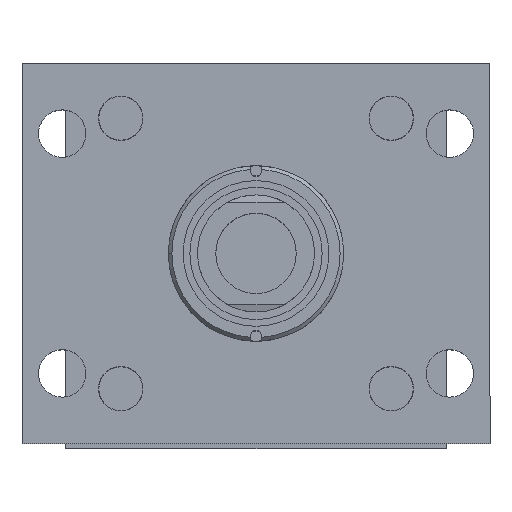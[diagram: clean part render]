
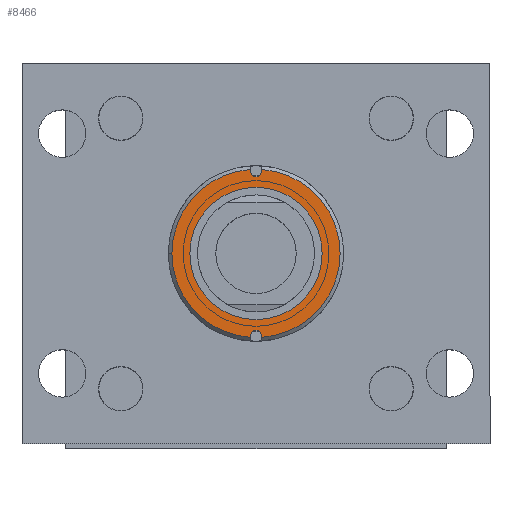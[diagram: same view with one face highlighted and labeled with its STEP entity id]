
A CAD part, top view. The second image highlights one B-rep face of the part: STEP entity #8466.
In plain terms, the highlighted planar face has unit normal (0, 0, 1).
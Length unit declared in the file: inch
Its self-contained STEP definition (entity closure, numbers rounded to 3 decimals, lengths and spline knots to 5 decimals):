
#447 = CARTESIAN_POINT ( 'NONE',  ( 19.2471, 42.4197, -2.93519 ) ) ;
#534 = DIRECTION ( 'NONE',  ( -1., 0., 0. ) ) ;
#541 = EDGE_CURVE ( 'NONE', #9173, #4516, #1659, .T. ) ;
#728 = EDGE_LOOP ( 'NONE', ( #1867, #5683, #10364, #9711, #6809, #3358, #4650, #1640, #5789 ) ) ;
#886 = DIRECTION ( 'NONE',  ( 0., -1., 0. ) ) ;
#941 = EDGE_CURVE ( 'NONE', #10078, #9339, #2157, .T. ) ;
#1117 = AXIS2_PLACEMENT_3D ( 'NONE', #7594, #8386, #4423 ) ;
#1280 = VECTOR ( 'NONE', #1555, 39.37008 ) ;
#1329 = CARTESIAN_POINT ( 'NONE',  ( 19.2471, 42.4197, -2.93519 ) ) ;
#1356 = LINE ( 'NONE', #8123, #2002 ) ;
#1376 = CARTESIAN_POINT ( 'NONE',  ( 19.1531, 41.0137, -2.93519 ) ) ;
#1446 = EDGE_CURVE ( 'NONE', #2366, #5527, #7182, .T. ) ;
#1458 = ORIENTED_EDGE ( 'NONE', *, *, #941, .T. ) ;
#1555 = DIRECTION ( 'NONE',  ( 0., 1., 0. ) ) ;
#1640 = ORIENTED_EDGE ( 'NONE', *, *, #9424, .F. ) ;
#1659 = LINE ( 'NONE', #10373, #1280 ) ;
#1714 = EDGE_LOOP ( 'NONE', ( #6392, #1458 ) ) ;
#1779 = AXIS2_PLACEMENT_3D ( 'NONE', #2735, #9947, #5110 ) ;
#1867 = ORIENTED_EDGE ( 'NONE', *, *, #5503, .F. ) ;
#1877 = CIRCLE ( 'NONE', #4295, 1.438 ) ;
#2002 = VECTOR ( 'NONE', #886, 39.37008 ) ;
#2113 = CARTESIAN_POINT ( 'NONE',  ( 19.2471, 42.4197, -2.93519 ) ) ;
#2157 = CIRCLE ( 'NONE', #6058, 1.13104 ) ;
#2240 = DIRECTION ( 'NONE',  ( 0., -1., 0. ) ) ;
#2366 = VERTEX_POINT ( 'NONE', #8702 ) ;
#2448 = CARTESIAN_POINT ( 'NONE',  ( 19.1531, 43.85462, -2.93519 ) ) ;
#2553 = CARTESIAN_POINT ( 'NONE',  ( 19.1531, 43.8257, -2.93519 ) ) ;
#2735 = CARTESIAN_POINT ( 'NONE',  ( 19.2471, 43.55073, -2.93519 ) ) ;
#2861 = CARTESIAN_POINT ( 'NONE',  ( 19.2471, 42.4197, -2.93519 ) ) ;
#2981 = DIRECTION ( 'NONE',  ( -1., 0., 0. ) ) ;
#3000 = AXIS2_PLACEMENT_3D ( 'NONE', #447, #9154, #5951 ) ;
#3019 = FACE_BOUND ( 'NONE', #1714, .T. ) ;
#3059 = CARTESIAN_POINT ( 'NONE',  ( 19.2471, 42.4197, -2.93519 ) ) ;
#3199 = DIRECTION ( 'NONE',  ( 0., 1., 0. ) ) ;
#3217 = DIRECTION ( 'NONE',  ( 1., 0., 0. ) ) ;
#3358 = ORIENTED_EDGE ( 'NONE', *, *, #4547, .T. ) ;
#3599 = EDGE_CURVE ( 'NONE', #6763, #3749, #10064, .T. ) ;
#3672 = EDGE_CURVE ( 'NONE', #8841, #7971, #1356, .T. ) ;
#3685 = CARTESIAN_POINT ( 'NONE',  ( 18.11607, 42.4197, -2.93519 ) ) ;
#3739 = VECTOR ( 'NONE', #3199, 39.37008 ) ;
#3749 = VERTEX_POINT ( 'NONE', #8095 ) ;
#4044 = CARTESIAN_POINT ( 'NONE',  ( 20.37814, 42.4197, -2.93519 ) ) ;
#4295 = AXIS2_PLACEMENT_3D ( 'NONE', #2861, #10125, #7118 ) ;
#4423 = DIRECTION ( 'NONE',  ( 1., 0., 0. ) ) ;
#4430 = AXIS2_PLACEMENT_3D ( 'NONE', #3059, #8692, #4717 ) ;
#4516 = VERTEX_POINT ( 'NONE', #10310 ) ;
#4547 = EDGE_CURVE ( 'NONE', #6253, #5527, #8445, .T. ) ;
#4650 = ORIENTED_EDGE ( 'NONE', *, *, #1446, .F. ) ;
#4717 = DIRECTION ( 'NONE',  ( -1., 0., 0. ) ) ;
#4813 = CARTESIAN_POINT ( 'NONE',  ( 19.3411, 41.0137, -2.93519 ) ) ;
#5110 = DIRECTION ( 'NONE',  ( 1., 0., 0. ) ) ;
#5324 = AXIS2_PLACEMENT_3D ( 'NONE', #8716, #5640, #3217 ) ;
#5503 = EDGE_CURVE ( 'NONE', #6763, #8841, #7480, .T. ) ;
#5527 = VERTEX_POINT ( 'NONE', #2448 ) ;
#5640 = DIRECTION ( 'NONE',  ( 0., 0., 1. ) ) ;
#5645 = VECTOR ( 'NONE', #2240, 39.37008 ) ;
#5683 = ORIENTED_EDGE ( 'NONE', *, *, #3599, .T. ) ;
#5789 = ORIENTED_EDGE ( 'NONE', *, *, #3672, .F. ) ;
#5951 = DIRECTION ( 'NONE',  ( -1., 0., 0. ) ) ;
#6058 = AXIS2_PLACEMENT_3D ( 'NONE', #2113, #7818, #534 ) ;
#6137 = AXIS2_PLACEMENT_3D ( 'NONE', #1329, #7039, #2981 ) ;
#6145 = CARTESIAN_POINT ( 'NONE',  ( 19.1531, 43.55073, -2.93519 ) ) ;
#6253 = VERTEX_POINT ( 'NONE', #2553 ) ;
#6308 = CIRCLE ( 'NONE', #1117, 0.094 ) ;
#6392 = ORIENTED_EDGE ( 'NONE', *, *, #6513, .T. ) ;
#6513 = EDGE_CURVE ( 'NONE', #9339, #10078, #7966, .T. ) ;
#6635 = CIRCLE ( 'NONE', #4430, 1.438 ) ;
#6763 = VERTEX_POINT ( 'NONE', #4813 ) ;
#6809 = ORIENTED_EDGE ( 'NONE', *, *, #8124, .F. ) ;
#7039 = DIRECTION ( 'NONE',  ( 0., 0., -1. ) ) ;
#7118 = DIRECTION ( 'NONE',  ( -1., 0., 0. ) ) ;
#7166 = FACE_OUTER_BOUND ( 'NONE', #728, .T. ) ;
#7182 = CIRCLE ( 'NONE', #3000, 1.438 ) ;
#7480 = CIRCLE ( 'NONE', #5324, 0.094 ) ;
#7594 = CARTESIAN_POINT ( 'NONE',  ( 19.2471, 43.8257, -2.93519 ) ) ;
#7818 = DIRECTION ( 'NONE',  ( 0., 0., -1. ) ) ;
#7966 = CIRCLE ( 'NONE', #6137, 1.13104 ) ;
#7971 = VERTEX_POINT ( 'NONE', #10362 ) ;
#8095 = CARTESIAN_POINT ( 'NONE',  ( 19.3411, 40.98477, -2.93519 ) ) ;
#8123 = CARTESIAN_POINT ( 'NONE',  ( 19.1531, 43.55073, -2.93519 ) ) ;
#8124 = EDGE_CURVE ( 'NONE', #6253, #9173, #6308, .T. ) ;
#8386 = DIRECTION ( 'NONE',  ( 0., 0., 1. ) ) ;
#8445 = LINE ( 'NONE', #6145, #3739 ) ;
#8466 = ADVANCED_FACE ( 'NONE', ( #3019, #7166 ), #9143, .T. ) ;
#8692 = DIRECTION ( 'NONE',  ( 0., 0., -1. ) ) ;
#8702 = CARTESIAN_POINT ( 'NONE',  ( 17.8091, 42.4197, -2.93519 ) ) ;
#8707 = EDGE_CURVE ( 'NONE', #4516, #3749, #1877, .T. ) ;
#8716 = CARTESIAN_POINT ( 'NONE',  ( 19.2471, 41.0137, -2.93519 ) ) ;
#8841 = VERTEX_POINT ( 'NONE', #1376 ) ;
#9101 = CARTESIAN_POINT ( 'NONE',  ( 19.3411, 43.8257, -2.93519 ) ) ;
#9143 = PLANE ( 'NONE',  #1779 ) ;
#9154 = DIRECTION ( 'NONE',  ( 0., 0., -1. ) ) ;
#9173 = VERTEX_POINT ( 'NONE', #9101 ) ;
#9339 = VERTEX_POINT ( 'NONE', #3685 ) ;
#9424 = EDGE_CURVE ( 'NONE', #7971, #2366, #6635, .T. ) ;
#9711 = ORIENTED_EDGE ( 'NONE', *, *, #541, .F. ) ;
#9947 = DIRECTION ( 'NONE',  ( 0., 0., 1. ) ) ;
#10064 = LINE ( 'NONE', #10209, #5645 ) ;
#10078 = VERTEX_POINT ( 'NONE', #4044 ) ;
#10125 = DIRECTION ( 'NONE',  ( 0., 0., -1. ) ) ;
#10209 = CARTESIAN_POINT ( 'NONE',  ( 19.3411, 43.55073, -2.93519 ) ) ;
#10310 = CARTESIAN_POINT ( 'NONE',  ( 19.3411, 43.85462, -2.93519 ) ) ;
#10362 = CARTESIAN_POINT ( 'NONE',  ( 19.1531, 40.98477, -2.93519 ) ) ;
#10364 = ORIENTED_EDGE ( 'NONE', *, *, #8707, .F. ) ;
#10373 = CARTESIAN_POINT ( 'NONE',  ( 19.3411, 43.55073, -2.93519 ) ) ;
